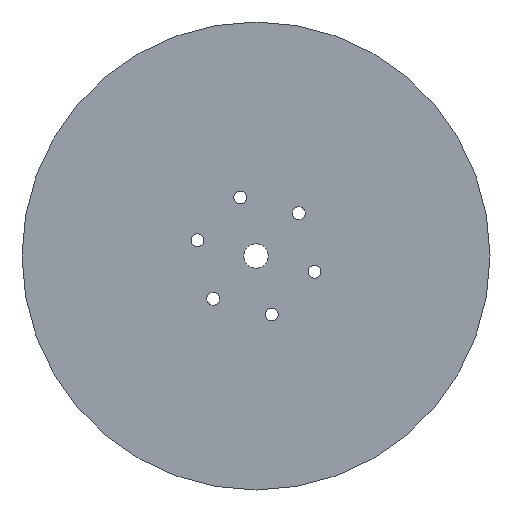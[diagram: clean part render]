
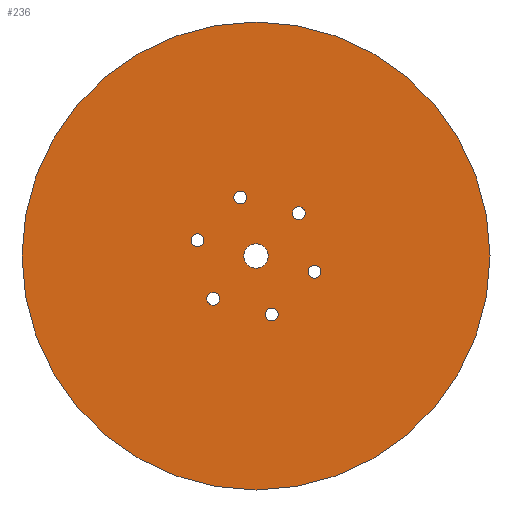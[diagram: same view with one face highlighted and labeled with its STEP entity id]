
A CAD part, left-side view. The second image highlights one B-rep face of the part: STEP entity #236.
In plain terms, the highlighted planar face has unit normal (-1, 0, 0).
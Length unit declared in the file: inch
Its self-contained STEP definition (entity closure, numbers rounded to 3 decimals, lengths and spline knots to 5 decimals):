
#15=PLANE($,#271);
#29=FACE_BOUND($,#81,.T.);
#30=FACE_BOUND($,#82,.T.);
#31=FACE_BOUND($,#83,.T.);
#32=FACE_BOUND($,#84,.T.);
#33=FACE_BOUND($,#85,.T.);
#34=FACE_BOUND($,#86,.T.);
#35=FACE_BOUND($,#87,.T.);
#36=FACE_BOUND($,#88,.T.);
#81=EDGE_LOOP($,(#191));
#82=EDGE_LOOP($,(#192));
#83=EDGE_LOOP($,(#193));
#84=EDGE_LOOP($,(#194));
#85=EDGE_LOOP($,(#195));
#86=EDGE_LOOP($,(#196));
#87=EDGE_LOOP($,(#197));
#88=EDGE_LOOP($,(#198));
#107=CIRCLE($,#247,0.1);
#109=CIRCLE($,#250,0.1);
#111=CIRCLE($,#253,0.1);
#113=CIRCLE($,#256,0.1);
#115=CIRCLE($,#259,0.1);
#117=CIRCLE($,#262,0.1);
#119=CIRCLE($,#265,0.1875);
#123=CIRCLE($,#272,3.625);
#129=VERTEX_POINT($,#364);
#131=VERTEX_POINT($,#369);
#133=VERTEX_POINT($,#374);
#135=VERTEX_POINT($,#379);
#137=VERTEX_POINT($,#384);
#139=VERTEX_POINT($,#389);
#141=VERTEX_POINT($,#394);
#145=VERTEX_POINT($,#405);
#151=EDGE_CURVE($,#129,#129,#107,.T.);
#153=EDGE_CURVE($,#131,#131,#109,.T.);
#155=EDGE_CURVE($,#133,#133,#111,.T.);
#157=EDGE_CURVE($,#135,#135,#113,.T.);
#159=EDGE_CURVE($,#137,#137,#115,.T.);
#161=EDGE_CURVE($,#139,#139,#117,.T.);
#163=EDGE_CURVE($,#141,#141,#119,.T.);
#167=EDGE_CURVE($,#145,#145,#123,.T.);
#191=ORIENTED_EDGE($,*,*,#151,.T.);
#192=ORIENTED_EDGE($,*,*,#153,.T.);
#193=ORIENTED_EDGE($,*,*,#155,.T.);
#194=ORIENTED_EDGE($,*,*,#157,.T.);
#195=ORIENTED_EDGE($,*,*,#159,.T.);
#196=ORIENTED_EDGE($,*,*,#161,.T.);
#197=ORIENTED_EDGE($,*,*,#163,.T.);
#198=ORIENTED_EDGE($,*,*,#167,.F.);
#236=ADVANCED_FACE($,(#29,#30,#31,#32,#33,#34,#35,#36),#15,.T.);
#247=AXIS2_PLACEMENT_3D($,#365,#288,#289);
#250=AXIS2_PLACEMENT_3D($,#370,#294,#295);
#253=AXIS2_PLACEMENT_3D($,#375,#300,#301);
#256=AXIS2_PLACEMENT_3D($,#380,#306,#307);
#259=AXIS2_PLACEMENT_3D($,#385,#312,#313);
#262=AXIS2_PLACEMENT_3D($,#390,#318,#319);
#265=AXIS2_PLACEMENT_3D($,#395,#324,#325);
#271=AXIS2_PLACEMENT_3D($,#404,#336,#337);
#272=AXIS2_PLACEMENT_3D($,#406,#338,#339);
#288=DIRECTION('center_axis',(1.,0.,0.));
#289=DIRECTION('ref_axis',(0.,0.866,0.5));
#294=DIRECTION('center_axis',(1.,0.,0.));
#295=DIRECTION('ref_axis',(0.,0.866,-0.5));
#300=DIRECTION('center_axis',(1.,0.,0.));
#301=DIRECTION('ref_axis',(0.,0.,-1.));
#306=DIRECTION('center_axis',(1.,0.,0.));
#307=DIRECTION('ref_axis',(0.,-0.866,-0.5));
#312=DIRECTION('center_axis',(1.,0.,0.));
#313=DIRECTION('ref_axis',(0.,-0.866,0.5));
#318=DIRECTION('center_axis',(1.,0.,0.));
#319=DIRECTION('ref_axis',(0.,0.,1.));
#324=DIRECTION('center_axis',(1.,0.,0.));
#325=DIRECTION('ref_axis',(0.,0.,-1.));
#336=DIRECTION('center_axis',(-1.,0.,0.));
#337=DIRECTION('ref_axis',(0.,0.,1.));
#338=DIRECTION('center_axis',(1.,0.,0.));
#339=DIRECTION('ref_axis',(0.,0.,-1.));
#364=CARTESIAN_POINT('',(-0.39545,-2.67246,-0.95604));
#365=CARTESIAN_POINT('Origin',(-0.39545,-2.58585,-0.90604));
#369=CARTESIAN_POINT('',(-0.39545,-3.33572,-0.19277));
#370=CARTESIAN_POINT('Origin',(-0.39545,-3.24912,-0.24277));
#374=CARTESIAN_POINT('',(-0.39545,-3.00635,0.76327));
#375=CARTESIAN_POINT('Origin',(-0.39545,-3.00635,0.66327));
#379=CARTESIAN_POINT('',(-0.39545,-2.01371,0.95604));
#380=CARTESIAN_POINT('Origin',(-0.39545,-2.10031,0.90604));
#384=CARTESIAN_POINT('',(-0.39545,-1.35044,0.19277));
#385=CARTESIAN_POINT('Origin',(-0.39545,-1.43704,0.24277));
#389=CARTESIAN_POINT('',(-0.39545,-1.67982,-0.76327));
#390=CARTESIAN_POINT('Origin',(-0.39545,-1.67982,-0.66327));
#394=CARTESIAN_POINT('',(-0.39545,-2.34308,0.1875));
#395=CARTESIAN_POINT('Origin',(-0.39545,-2.34308,0.));
#404=CARTESIAN_POINT('Origin',(-0.39545,1.28192,0.));
#405=CARTESIAN_POINT('',(-0.39545,1.28192,0.));
#406=CARTESIAN_POINT('Origin',(-0.39545,-2.34308,0.));
